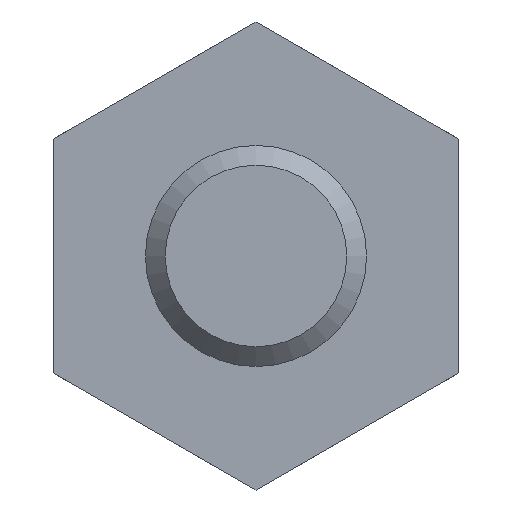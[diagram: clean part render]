
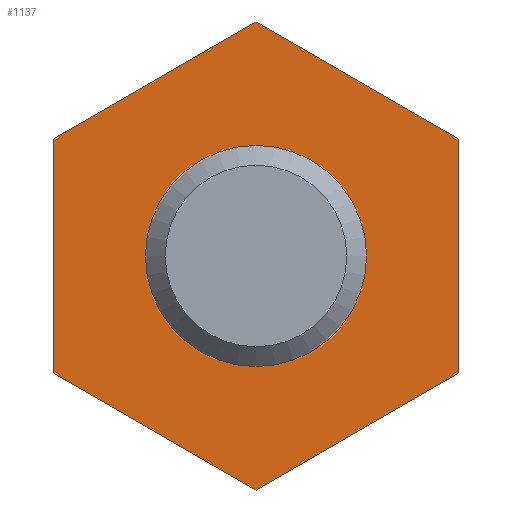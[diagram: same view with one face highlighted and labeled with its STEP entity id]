
A CAD part, front view. The second image highlights one B-rep face of the part: STEP entity #1137.
In plain terms, the highlighted planar face has unit normal (0, -1, 0).
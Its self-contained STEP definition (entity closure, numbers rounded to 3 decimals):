
#1137 = ADVANCED_FACE( '', ( #2356, #2357 ), #2358, .F. );
#2356 = FACE_BOUND( '', #3656, .T. );
#2357 = FACE_OUTER_BOUND( '', #3657, .T. );
#2358 = PLANE( '', #3658 );
#3656 = EDGE_LOOP( '', ( #7206 ) );
#3657 = EDGE_LOOP( '', ( #7207, #7208, #7209, #7210, #7211, #7212 ) );
#3658 = AXIS2_PLACEMENT_3D( '', #7213, #7214, #7215 );
#7206 = ORIENTED_EDGE( '', *, *, #9692, .F. );
#7207 = ORIENTED_EDGE( '', *, *, #9693, .T. );
#7208 = ORIENTED_EDGE( '', *, *, #8508, .T. );
#7209 = ORIENTED_EDGE( '', *, *, #9233, .T. );
#7210 = ORIENTED_EDGE( '', *, *, #8288, .T. );
#7211 = ORIENTED_EDGE( '', *, *, #9648, .T. );
#7212 = ORIENTED_EDGE( '', *, *, #9257, .T. );
#7213 = CARTESIAN_POINT( '', ( 13.6, 0., 0. ) );
#7214 = DIRECTION( '', ( 0., 1., 0. ) );
#7215 = DIRECTION( '', ( 0., 0., 1. ) );
#8288 = EDGE_CURVE( '', #10080, #10078, #10081, .T. );
#8508 = EDGE_CURVE( '', #10477, #10475, #10478, .T. );
#9233 = EDGE_CURVE( '', #10475, #10080, #11623, .T. );
#9257 = EDGE_CURVE( '', #11654, #11652, #11655, .T. );
#9648 = EDGE_CURVE( '', #10078, #11654, #12161, .T. );
#9692 = EDGE_CURVE( '', #12210, #12210, #12211, .T. );
#9693 = EDGE_CURVE( '', #11652, #10477, #12212, .T. );
#10078 = VERTEX_POINT( '', #12707 );
#10080 = VERTEX_POINT( '', #12710 );
#10081 = LINE( '', #12711, #12712 );
#10475 = VERTEX_POINT( '', #13292 );
#10477 = VERTEX_POINT( '', #13295 );
#10478 = LINE( '', #13296, #13297 );
#11623 = LINE( '', #14977, #14978 );
#11652 = VERTEX_POINT( '', #15021 );
#11654 = VERTEX_POINT( '', #15024 );
#11655 = LINE( '', #15025, #15026 );
#12161 = LINE( '', #15769, #15770 );
#12210 = VERTEX_POINT( '', #15837 );
#12211 = CIRCLE( '', #15838, 4.8 );
#12212 = LINE( '', #15839, #15840 );
#12707 = CARTESIAN_POINT( '', ( 11., 0., -6.351 ) );
#12710 = CARTESIAN_POINT( '', ( 0., 0., -12.702 ) );
#12711 = CARTESIAN_POINT( '', ( 15.7, 0., -3.637 ) );
#12712 = VECTOR( '', #16184, 1000. );
#13292 = CARTESIAN_POINT( '', ( -11., 0., -6.351 ) );
#13295 = CARTESIAN_POINT( '', ( -11., 0., 6.351 ) );
#13296 = CARTESIAN_POINT( '', ( -11., 0., 0. ) );
#13297 = VECTOR( '', #16397, 1000. );
#14977 = CARTESIAN_POINT( '', ( 4.7, 0., -15.415 ) );
#14978 = VECTOR( '', #17088, 1000. );
#15021 = CARTESIAN_POINT( '', ( 0., 0., 12.702 ) );
#15024 = CARTESIAN_POINT( '', ( 11., 0., 6.351 ) );
#15025 = CARTESIAN_POINT( '', ( 15.7, 0., 3.637 ) );
#15026 = VECTOR( '', #17107, 1000. );
#15769 = CARTESIAN_POINT( '', ( 11., 0., 0. ) );
#15770 = VECTOR( '', #17457, 1000. );
#15837 = CARTESIAN_POINT( '', ( 0., 0., -4.8 ) );
#15838 = AXIS2_PLACEMENT_3D( '', #17488, #17489, #17490 );
#15839 = CARTESIAN_POINT( '', ( 4.7, 0., 15.415 ) );
#15840 = VECTOR( '', #17491, 1000. );
#16184 = DIRECTION( '', ( 0.866, 0., 0.5 ) );
#16397 = DIRECTION( '', ( 0., 0., -1. ) );
#17088 = DIRECTION( '', ( 0.866, 0., -0.5 ) );
#17107 = DIRECTION( '', ( -0.866, 0., 0.5 ) );
#17457 = DIRECTION( '', ( 0., 0., 1. ) );
#17488 = CARTESIAN_POINT( '', ( 0., 0., 0. ) );
#17489 = DIRECTION( '', ( 0., -1., 0. ) );
#17490 = DIRECTION( '', ( 0., 0., -1. ) );
#17491 = DIRECTION( '', ( -0.866, 0., -0.5 ) );
